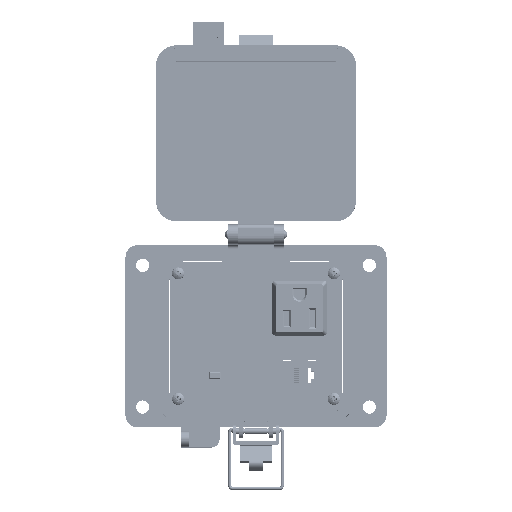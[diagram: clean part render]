
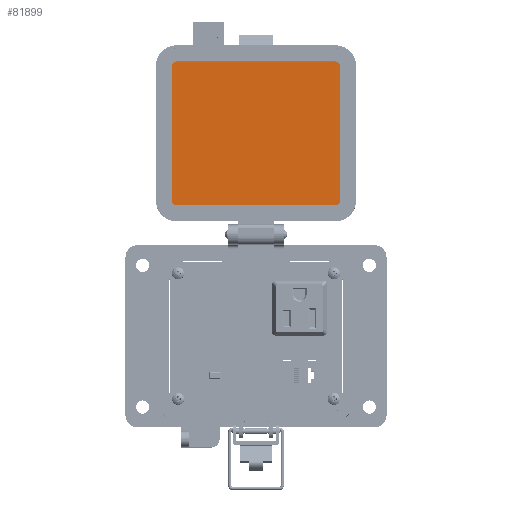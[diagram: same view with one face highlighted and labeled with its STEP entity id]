
A CAD part, top view. The second image highlights one B-rep face of the part: STEP entity #81899.
In plain terms, the highlighted planar face has unit normal (0, 0, 1).
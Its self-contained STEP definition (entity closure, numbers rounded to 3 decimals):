
#113 = DIRECTION ( 'NONE',  ( 0., -1., 0. ) ) ;
#150 = CIRCLE ( 'NONE', #12747, 2.299 ) ;
#381 = CARTESIAN_POINT ( 'NONE',  ( 35.912, 57.705, 19.202 ) ) ;
#779 = DIRECTION ( 'NONE',  ( 1., 0., 0. ) ) ;
#4435 = CARTESIAN_POINT ( 'NONE',  ( 39.871, 130.108, 19.202 ) ) ;
#5613 = LINE ( 'NONE', #22022, #76090 ) ;
#10490 = EDGE_LOOP ( 'NONE', ( #25166, #20589, #77138, #19073, #96229, #46952, #75706, #101091 ) ) ;
#11604 = CARTESIAN_POINT ( 'NONE',  ( -42.469, 126.389, 19.202 ) ) ;
#12747 = AXIS2_PLACEMENT_3D ( 'NONE', #27186, #103384, #113 ) ;
#13471 = EDGE_CURVE ( 'NONE', #81462, #32326, #100614, .T. ) ;
#16030 = VECTOR ( 'NONE', #48569, 1000. ) ;
#17506 = VERTEX_POINT ( 'NONE', #381 ) ;
#18006 = CARTESIAN_POINT ( 'NONE',  ( -3.279, 57.705, 19.202 ) ) ;
#19073 = ORIENTED_EDGE ( 'NONE', *, *, #64269, .F. ) ;
#19472 = CARTESIAN_POINT ( 'NONE',  ( -42.469, 57.705, 19.202 ) ) ;
#20589 = ORIENTED_EDGE ( 'NONE', *, *, #24617, .F. ) ;
#21395 = DIRECTION ( 'NONE',  ( 0., 0., 1. ) ) ;
#22022 = CARTESIAN_POINT ( 'NONE',  ( 38.212, 93.196, 19.202 ) ) ;
#24617 = EDGE_CURVE ( 'NONE', #99933, #97939, #5613, .T. ) ;
#25166 = ORIENTED_EDGE ( 'NONE', *, *, #55768, .F. ) ;
#26108 = CARTESIAN_POINT ( 'NONE',  ( -44.769, 60.004, 19.202 ) ) ;
#27186 = CARTESIAN_POINT ( 'NONE',  ( 35.912, 60.004, 19.202 ) ) ;
#28521 = DIRECTION ( 'NONE',  ( 0., 0., -1. ) ) ;
#28702 = EDGE_CURVE ( 'NONE', #51146, #99933, #53337, .T. ) ;
#32326 = VERTEX_POINT ( 'NONE', #43972 ) ;
#32622 = AXIS2_PLACEMENT_3D ( 'NONE', #4435, #21395, #73260 ) ;
#34032 = VERTEX_POINT ( 'NONE', #26108 ) ;
#37753 = PLANE ( 'NONE',  #32622 ) ;
#38727 = LINE ( 'NONE', #48273, #54990 ) ;
#39271 = DIRECTION ( 'NONE',  ( 1., 0., 0. ) ) ;
#41511 = EDGE_CURVE ( 'NONE', #17506, #91024, #69315, .T. ) ;
#43972 = CARTESIAN_POINT ( 'NONE',  ( -42.469, 128.688, 19.202 ) ) ;
#45368 = CARTESIAN_POINT ( 'NONE',  ( 38.212, 126.389, 19.202 ) ) ;
#45583 = DIRECTION ( 'NONE',  ( -1., 0., 0. ) ) ;
#46952 = ORIENTED_EDGE ( 'NONE', *, *, #109069, .F. ) ;
#47918 = DIRECTION ( 'NONE',  ( 0., 0., -1. ) ) ;
#48273 = CARTESIAN_POINT ( 'NONE',  ( -3.279, 128.688, 19.202 ) ) ;
#48569 = DIRECTION ( 'NONE',  ( 0., 1., 0. ) ) ;
#51146 = VERTEX_POINT ( 'NONE', #67411 ) ;
#51970 = AXIS2_PLACEMENT_3D ( 'NONE', #11604, #28521, #106365 ) ;
#53337 = CIRCLE ( 'NONE', #105612, 2.299 ) ;
#54990 = VECTOR ( 'NONE', #39271, 1000. ) ;
#55230 = FACE_OUTER_BOUND ( 'NONE', #10490, .T. ) ;
#55768 = EDGE_CURVE ( 'NONE', #97939, #17506, #150, .T. ) ;
#56392 = CARTESIAN_POINT ( 'NONE',  ( 35.912, 126.389, 19.202 ) ) ;
#64269 = EDGE_CURVE ( 'NONE', #32326, #51146, #38727, .T. ) ;
#67411 = CARTESIAN_POINT ( 'NONE',  ( 35.912, 128.688, 19.202 ) ) ;
#69315 = LINE ( 'NONE', #18006, #77417 ) ;
#72494 = CIRCLE ( 'NONE', #103094, 2.299 ) ;
#73260 = DIRECTION ( 'NONE',  ( -1., 0., 0. ) ) ;
#75706 = ORIENTED_EDGE ( 'NONE', *, *, #94292, .F. ) ;
#76090 = VECTOR ( 'NONE', #90844, 1000. ) ;
#77138 = ORIENTED_EDGE ( 'NONE', *, *, #28702, .F. ) ;
#77417 = VECTOR ( 'NONE', #45583, 1000. ) ;
#81462 = VERTEX_POINT ( 'NONE', #82981 ) ;
#81899 = ADVANCED_FACE ( 'NONE', ( #55230 ), #37753, .T. ) ;
#82981 = CARTESIAN_POINT ( 'NONE',  ( -44.769, 126.389, 19.202 ) ) ;
#85988 = DIRECTION ( 'NONE',  ( 0., 0., -1. ) ) ;
#90833 = DIRECTION ( 'NONE',  ( 1., 0., 0. ) ) ;
#90844 = DIRECTION ( 'NONE',  ( 0., -1., 0. ) ) ;
#91024 = VERTEX_POINT ( 'NONE', #19472 ) ;
#92018 = CARTESIAN_POINT ( 'NONE',  ( -44.769, 93.196, 19.202 ) ) ;
#94292 = EDGE_CURVE ( 'NONE', #91024, #34032, #72494, .T. ) ;
#96229 = ORIENTED_EDGE ( 'NONE', *, *, #13471, .F. ) ;
#97939 = VERTEX_POINT ( 'NONE', #108918 ) ;
#99920 = LINE ( 'NONE', #92018, #16030 ) ;
#99933 = VERTEX_POINT ( 'NONE', #45368 ) ;
#100614 = CIRCLE ( 'NONE', #51970, 2.299 ) ;
#101091 = ORIENTED_EDGE ( 'NONE', *, *, #41511, .F. ) ;
#103094 = AXIS2_PLACEMENT_3D ( 'NONE', #105142, #85988, #779 ) ;
#103384 = DIRECTION ( 'NONE',  ( 0., 0., -1. ) ) ;
#105142 = CARTESIAN_POINT ( 'NONE',  ( -42.469, 60.004, 19.202 ) ) ;
#105612 = AXIS2_PLACEMENT_3D ( 'NONE', #56392, #47918, #90833 ) ;
#106365 = DIRECTION ( 'NONE',  ( 0., -1., 0. ) ) ;
#108918 = CARTESIAN_POINT ( 'NONE',  ( 38.212, 60.004, 19.202 ) ) ;
#109069 = EDGE_CURVE ( 'NONE', #34032, #81462, #99920, .T. ) ;
